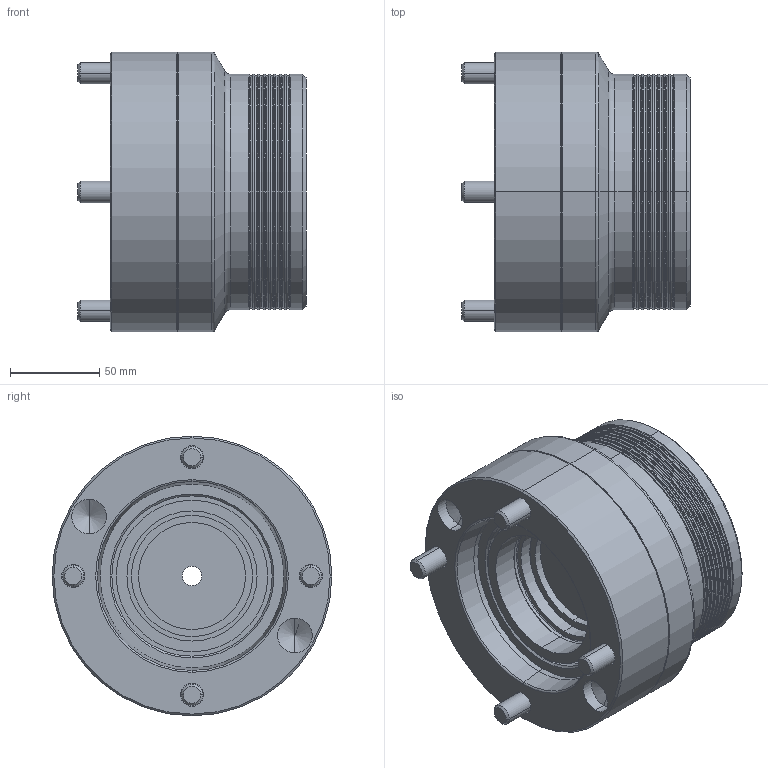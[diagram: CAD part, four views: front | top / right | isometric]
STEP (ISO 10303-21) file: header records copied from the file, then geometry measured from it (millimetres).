
FILE_DESCRIPTION (( 'STEP AP203' ), '1' );
FILE_NAME ('CF-CBD-65A6.STEP', '2020-10-29T09:31:46', ( '' ), ( '' ), 'SwSTEP 2.0', 'SolidWorks 2016', '' );
FILE_SCHEMA (( 'CONFIG_CONTROL_DESIGN' ));
Length unit declared in the file: millimetre
Products named in the file (6): 圓頭內六角螺栓_M12x35; CF-CBE-65A6-01010; CF-CBD-65A6; CF-CBD-6517-01030; CF-CBD-6517-02000; CF-CBD-6517-03010
Assembly tree (8 placements, depth 2):
  CF-CBD-65A6
    CF-CBD-6517-01030
    CF-CBD-6517-02000
    CF-CBD-6517-03010
    圓頭內六角螺栓_M12x35  x4
    CF-CBE-65A6-01010
Bounding box: 128 x 157 x 157 mm (x, y, z)
Volume: 1257580.3 mm3; surface area: 259163.5 mm2
Topology: 8 solids, 8 shells, 344 faces, 750 edges, 434 vertices
Faces by surface type: cylinder 116, cone 96, plane 90, torus 42
Entity records: 7996 total; most frequent: DIRECTION 1474, CARTESIAN_POINT 1207, ORIENTED_EDGE 1136, AXIS2_PLACEMENT_3D 634, EDGE_CURVE 568, CIRCLE 354, VERTEX_POINT 335, EDGE_LOOP 311
